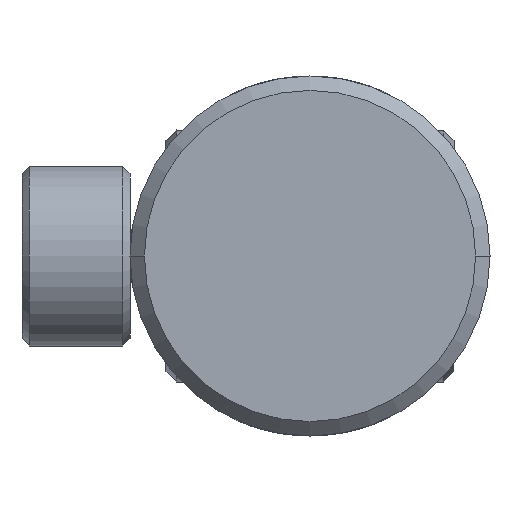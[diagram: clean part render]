
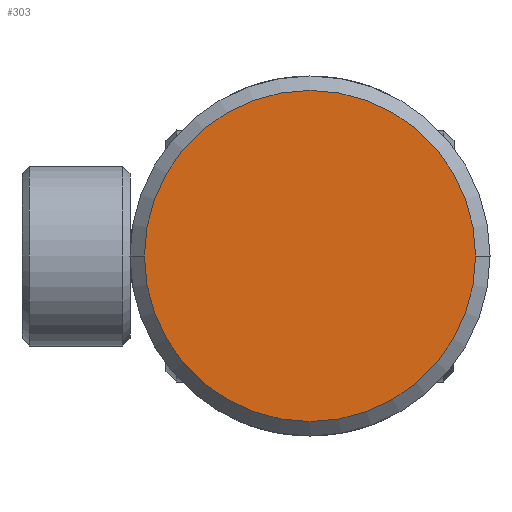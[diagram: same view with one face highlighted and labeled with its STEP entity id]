
A CAD part, left-side view. The second image highlights one B-rep face of the part: STEP entity #303.
In plain terms, the highlighted planar face has unit normal (-1, 0, 0).
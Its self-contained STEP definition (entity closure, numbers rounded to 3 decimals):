
#272 = DIRECTION ( 'NONE',  ( 0., 1., 0. ) ) ;
#303 = ADVANCED_FACE ( 'NONE', ( #3356 ), #614, .T. ) ;
#585 = DIRECTION ( 'NONE',  ( 0., -1., 0. ) ) ;
#614 = PLANE ( 'NONE',  #2514 ) ;
#630 = DIRECTION ( 'NONE',  ( -1., 0., 0. ) ) ;
#664 = CARTESIAN_POINT ( 'NONE',  ( 0., -23., 0. ) ) ;
#736 = CARTESIAN_POINT ( 'NONE',  ( 0., 0., 0. ) ) ;
#822 = CARTESIAN_POINT ( 'NONE',  ( 0., 0., 0. ) ) ;
#935 = CARTESIAN_POINT ( 'NONE',  ( 0., 0., 0. ) ) ;
#1154 = DIRECTION ( 'NONE',  ( 0., 1., 0. ) ) ;
#1448 = ORIENTED_EDGE ( 'NONE', *, *, #1962, .F. ) ;
#1751 = CIRCLE ( 'NONE', #2206, 23. ) ;
#1849 = VERTEX_POINT ( 'NONE', #2175 ) ;
#1943 = DIRECTION ( 'NONE',  ( 1., 0., 0. ) ) ;
#1962 = EDGE_CURVE ( 'NONE', #2551, #1849, #3710, .T. ) ;
#2175 = CARTESIAN_POINT ( 'NONE',  ( 0., 23., 0. ) ) ;
#2206 = AXIS2_PLACEMENT_3D ( 'NONE', #935, #1943, #272 ) ;
#2495 = EDGE_CURVE ( 'NONE', #1849, #2551, #1751, .T. ) ;
#2514 = AXIS2_PLACEMENT_3D ( 'NONE', #736, #630, #585 ) ;
#2544 = ORIENTED_EDGE ( 'NONE', *, *, #2495, .F. ) ;
#2551 = VERTEX_POINT ( 'NONE', #664 ) ;
#2727 = DIRECTION ( 'NONE',  ( 1., 0., 0. ) ) ;
#3002 = AXIS2_PLACEMENT_3D ( 'NONE', #822, #2727, #1154 ) ;
#3356 = FACE_OUTER_BOUND ( 'NONE', #3823, .T. ) ;
#3710 = CIRCLE ( 'NONE', #3002, 23. ) ;
#3823 = EDGE_LOOP ( 'NONE', ( #2544, #1448 ) ) ;
